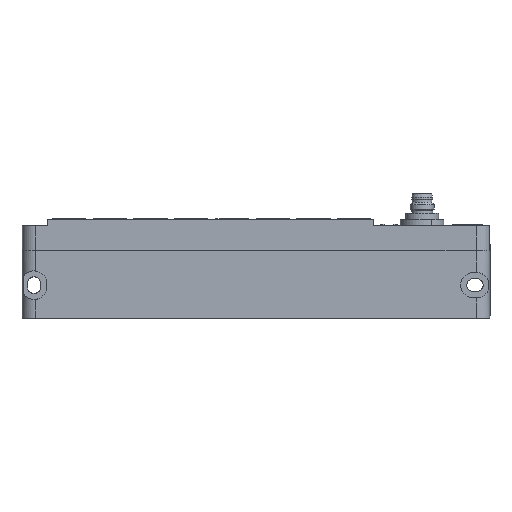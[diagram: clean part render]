
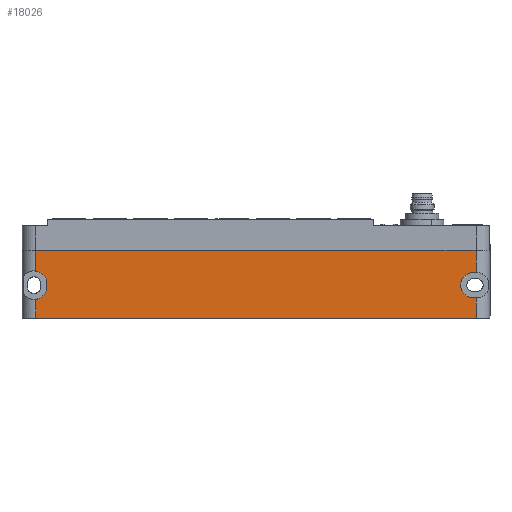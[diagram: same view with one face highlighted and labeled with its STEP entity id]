
A CAD part, left-side view. The second image highlights one B-rep face of the part: STEP entity #18026.
In plain terms, the highlighted planar face has unit normal (-1, 0, 0).
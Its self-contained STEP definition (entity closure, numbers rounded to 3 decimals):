
#16683=AXIS2_PLACEMENT_3D('Circle Axis2P3D',#16681,#16682,$) ;
#16763=AXIS2_PLACEMENT_3D('Circle Axis2P3D',#16761,#16762,$) ;
#16874=AXIS2_PLACEMENT_3D('Circle Axis2P3D',#16872,#16873,$) ;
#17972=AXIS2_PLACEMENT_3D('Plane Axis2P3D',#17969,#17970,#17971) ;
#16676=CARTESIAN_POINT('Vertex',(0.,5.5,15.214)) ;
#16681=CARTESIAN_POINT('Axis2P3D Location',(0.,5.5,11.)) ;
#16685=CARTESIAN_POINT('Vertex',(0.,5.5,6.786)) ;
#16726=CARTESIAN_POINT('Vertex',(0.,146.88,10.5)) ;
#16729=CARTESIAN_POINT('Line Origine',(0.,146.88,11.)) ;
#16733=CARTESIAN_POINT('Vertex',(0.,146.88,11.5)) ;
#16761=CARTESIAN_POINT('Axis2P3D Location',(0.,151.13,11.5)) ;
#16765=CARTESIAN_POINT('Vertex',(0.,150.63,15.72)) ;
#16872=CARTESIAN_POINT('Axis2P3D Location',(0.,151.13,10.5)) ;
#16876=CARTESIAN_POINT('Vertex',(0.,150.63,6.28)) ;
#17203=CARTESIAN_POINT('Vertex',(0.,4.63,6.786)) ;
#17218=CARTESIAN_POINT('Line Origine',(0.,5.065,6.786)) ;
#17336=CARTESIAN_POINT('Vertex',(0.,4.63,15.214)) ;
#17339=CARTESIAN_POINT('Line Origine',(0.,5.065,15.214)) ;
#17969=CARTESIAN_POINT('Axis2P3D Location',(0.,150.63,0.)) ;
#17974=CARTESIAN_POINT('Line Origine',(0.,77.63,22.5)) ;
#17978=CARTESIAN_POINT('Vertex',(0.,150.63,22.5)) ;
#17980=CARTESIAN_POINT('Vertex',(0.,4.63,22.5)) ;
#17983=CARTESIAN_POINT('Line Origine',(0.,150.63,19.11)) ;
#17988=CARTESIAN_POINT('Line Origine',(0.,150.63,3.14)) ;
#17992=CARTESIAN_POINT('Vertex',(0.,150.63,0.)) ;
#17995=CARTESIAN_POINT('Line Origine',(0.,77.63,0.)) ;
#17999=CARTESIAN_POINT('Vertex',(0.,4.63,0.)) ;
#18002=CARTESIAN_POINT('Line Origine',(0.,4.63,3.393)) ;
#18007=CARTESIAN_POINT('Line Origine',(0.,4.63,18.857)) ;
#16682=DIRECTION('Axis2P3D Direction',(-1.,0.,0.)) ;
#16730=DIRECTION('Vector Direction',(0.,0.,1.)) ;
#16762=DIRECTION('Axis2P3D Direction',(1.,0.,0.)) ;
#16873=DIRECTION('Axis2P3D Direction',(1.,0.,0.)) ;
#17219=DIRECTION('Vector Direction',(0.,1.,0.)) ;
#17340=DIRECTION('Vector Direction',(0.,-1.,0.)) ;
#17970=DIRECTION('Axis2P3D Direction',(-1.,0.,0.)) ;
#17971=DIRECTION('Axis2P3D XDirection',(0.,-1.,0.)) ;
#17975=DIRECTION('Vector Direction',(0.,-1.,0.)) ;
#17984=DIRECTION('Vector Direction',(0.,0.,1.)) ;
#17989=DIRECTION('Vector Direction',(0.,0.,1.)) ;
#17996=DIRECTION('Vector Direction',(0.,-1.,0.)) ;
#18003=DIRECTION('Vector Direction',(0.,0.,1.)) ;
#18008=DIRECTION('Vector Direction',(0.,0.,1.)) ;
#16731=VECTOR('Line Direction',#16730,1.) ;
#17220=VECTOR('Line Direction',#17219,1.) ;
#17341=VECTOR('Line Direction',#17340,1.) ;
#17976=VECTOR('Line Direction',#17975,1.) ;
#17985=VECTOR('Line Direction',#17984,1.) ;
#17990=VECTOR('Line Direction',#17989,1.) ;
#17997=VECTOR('Line Direction',#17996,1.) ;
#18004=VECTOR('Line Direction',#18003,1.) ;
#18009=VECTOR('Line Direction',#18008,1.) ;
#18013=ORIENTED_EDGE('',*,*,#17982,.F.) ;
#18014=ORIENTED_EDGE('',*,*,#17987,.F.) ;
#18015=ORIENTED_EDGE('',*,*,#16767,.T.) ;
#18016=ORIENTED_EDGE('',*,*,#16735,.T.) ;
#18017=ORIENTED_EDGE('',*,*,#16878,.T.) ;
#18018=ORIENTED_EDGE('',*,*,#17994,.F.) ;
#18019=ORIENTED_EDGE('',*,*,#18001,.T.) ;
#18020=ORIENTED_EDGE('',*,*,#18006,.T.) ;
#18021=ORIENTED_EDGE('',*,*,#17222,.F.) ;
#18022=ORIENTED_EDGE('',*,*,#16687,.F.) ;
#18023=ORIENTED_EDGE('',*,*,#17343,.F.) ;
#18024=ORIENTED_EDGE('',*,*,#18011,.T.) ;
#18026=ADVANCED_FACE('SAI',(#18025),#17973,.T.) ;
#16684=CIRCLE('generated circle',#16683,4.214) ;
#16764=CIRCLE('generated circle',#16763,4.25) ;
#16875=CIRCLE('generated circle',#16874,4.25) ;
#16687=EDGE_CURVE('',#16677,#16686,#16684,.T.) ;
#16735=EDGE_CURVE('',#16734,#16727,#16732,.F.) ;
#16767=EDGE_CURVE('',#16766,#16734,#16764,.T.) ;
#16878=EDGE_CURVE('',#16727,#16877,#16875,.T.) ;
#17222=EDGE_CURVE('',#16686,#17204,#17221,.F.) ;
#17343=EDGE_CURVE('',#17337,#16677,#17342,.F.) ;
#17982=EDGE_CURVE('',#17979,#17981,#17977,.T.) ;
#17987=EDGE_CURVE('',#16766,#17979,#17986,.T.) ;
#17994=EDGE_CURVE('',#17993,#16877,#17991,.T.) ;
#18001=EDGE_CURVE('',#17993,#18000,#17998,.T.) ;
#18006=EDGE_CURVE('',#18000,#17204,#18005,.T.) ;
#18011=EDGE_CURVE('',#17337,#17981,#18010,.T.) ;
#18012=EDGE_LOOP('',(#18013,#18014,#18015,#18016,#18017,#18018,#18019,#18020,#18021,#18022,#18023,#18024)) ;
#18025=FACE_OUTER_BOUND('',#18012,.T.) ;
#16732=LINE('Line',#16729,#16731) ;
#17221=LINE('Line',#17218,#17220) ;
#17342=LINE('Line',#17339,#17341) ;
#17977=LINE('Line',#17974,#17976) ;
#17986=LINE('Line',#17983,#17985) ;
#17991=LINE('Line',#17988,#17990) ;
#17998=LINE('Line',#17995,#17997) ;
#18005=LINE('Line',#18002,#18004) ;
#18010=LINE('Line',#18007,#18009) ;
#17973=PLANE('',#17972) ;
#16677=VERTEX_POINT('',#16676) ;
#16686=VERTEX_POINT('',#16685) ;
#16727=VERTEX_POINT('',#16726) ;
#16734=VERTEX_POINT('',#16733) ;
#16766=VERTEX_POINT('',#16765) ;
#16877=VERTEX_POINT('',#16876) ;
#17204=VERTEX_POINT('',#17203) ;
#17337=VERTEX_POINT('',#17336) ;
#17979=VERTEX_POINT('',#17978) ;
#17981=VERTEX_POINT('',#17980) ;
#17993=VERTEX_POINT('',#17992) ;
#18000=VERTEX_POINT('',#17999) ;
